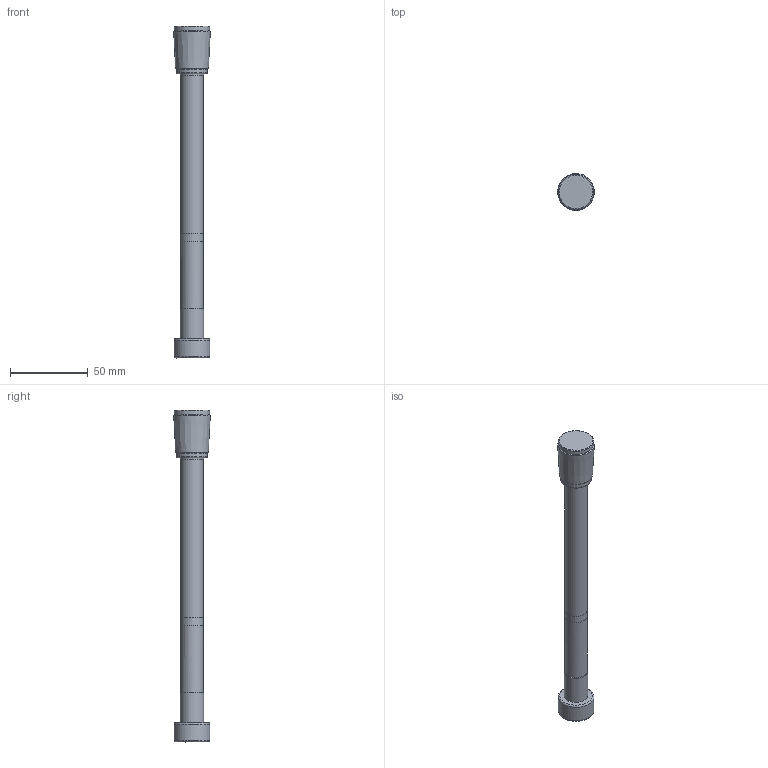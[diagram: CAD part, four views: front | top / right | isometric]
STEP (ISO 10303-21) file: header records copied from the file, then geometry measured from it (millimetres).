
FILE_DESCRIPTION(/* description */ ('Unknown'),/* implementation_level */ '2;1');
FILE_NAME(/* name */ '28151001',/* time_stamp */ '2022-09-07T05:35:30+02:00',/* author */ ('Unknown'),/* organization */ ('GROHE AG'),/* preprocessor_version */ 'ST-DEVELOPER v16.7',/* originating_system */ 'DEX',/* authorisation */ $);
FILE_SCHEMA (('AUTOMOTIVE_DESIGN {1 0 10303 214 3 1 1}'));
Length unit declared in the file: millimetre
Products named in the file (3): 28151001; 28151001_0
Assembly tree (2 placements, depth 2):
  28151001
    28151001
    28151001_0
Bounding box: 23.58 x 23.58 x 213.07 mm (x, y, z)
Volume: 45255 mm3; surface area: 12395.9 mm2
Topology: 2 solids, 2 shells, 22 faces, 36 edges, 22 vertices
Faces by surface type: plane 8, cylinder 7, torus 4, cone 3
Full cylindrical faces by diameter (mm): 14.262 x2, 15 x2, 19.9 x1, 22.6 x1, 23 x1
Entity records: 584 total; most frequent: DIRECTION 90, CARTESIAN_POINT 65, AXIS2_PLACEMENT_3D 45, ORIENTED_EDGE 40, EDGE_LOOP 40, FACE_BOUND 40, ADVANCED_FACE 22, EDGE_CURVE 20
